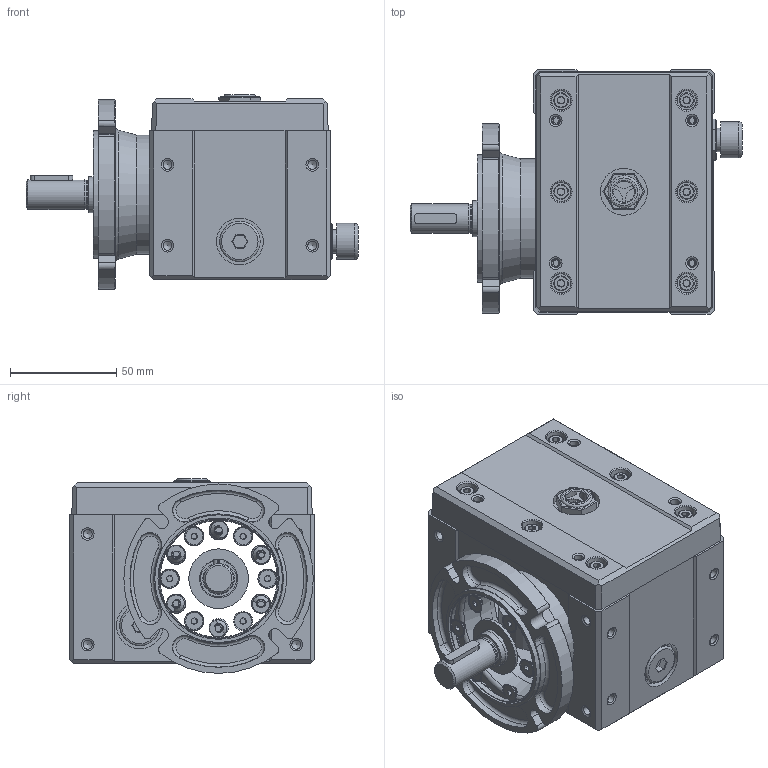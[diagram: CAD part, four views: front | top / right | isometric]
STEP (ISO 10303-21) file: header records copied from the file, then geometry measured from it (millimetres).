
FILE_DESCRIPTION( ( 'Unknown' ), '1' );
FILE_NAME( '1-1MG.stp', 'Unknown', ( 'Unknown' ), ( 'Unknown' ), 'PSStep 13.0', 'Unknown', ' ' );
FILE_SCHEMA( ( 'AUTOMOTIVE_DESIGN { 1 0 10303 214 1 1 1 1 }' ) );
Length unit declared in the file: millimetre
Products named in the file (1): Gehaeuse
Bounding box: 156 x 115 x 91.5 mm (x, y, z)
Volume: 868379 mm3; surface area: 88488.9 mm2
Topology: 1 solids, 11 shells, 757 faces, 1849 edges, 1192 vertices
Faces by surface type: plane 430, cone 143, cylinder 135, torus 49
Full cylindrical faces by diameter (mm): 4 x12, 4.2 x24, 4.3 x6, 4.5 x6, 5.5 x4, 7 x6, 8 x7, 10 x1, 11 x1, 13.6 x1, 14 x1, 17 x4, 18 x1, 19 x5, 22 x5, 28 x1, 40 x1, 56 x3, 57 x3, 60 x1
Entity records: 30777 total; most frequent: CARTESIAN_POINT 8374, DIRECTION 3381, ORIENTED_EDGE 3038, EDGE_CURVE 1519, AXIS2_PLACEMENT_3D 1266, VERTEX_POINT 1085, EDGE_LOOP 1062, FACE_OUTER_BOUND 877
